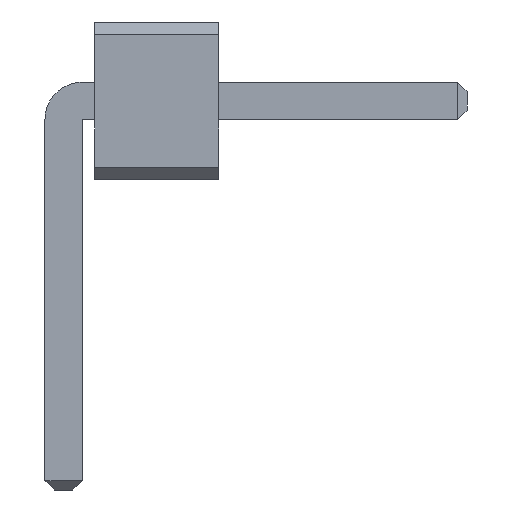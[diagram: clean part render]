
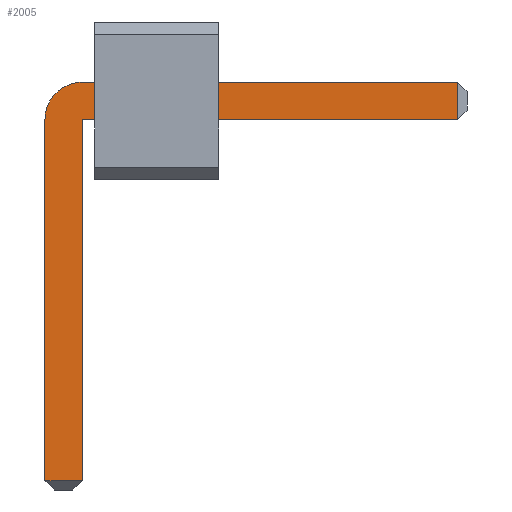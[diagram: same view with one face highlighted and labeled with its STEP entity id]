
A CAD part, front view. The second image highlights one B-rep face of the part: STEP entity #2005.
In plain terms, the highlighted planar face has unit normal (0, -1, 0).
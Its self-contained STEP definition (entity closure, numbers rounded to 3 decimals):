
#13=DIRECTION('',(0.,0.,1.));
#853=VECTOR('',#13,1.);
#1776=DIRECTION('',(0.,0.,-1.));
#1808=VECTOR('',#1809,1.);
#1809=DIRECTION('',(1.,0.,0.));
#1815=VECTOR('',#1776,1.);
#1822=VECTOR('',#1823,1.);
#1823=DIRECTION('',(-1.,0.,0.));
#1844=DIRECTION('',(-0.,1.,0.));
#1848=DIRECTION('',(0.,1.,0.));
#1849=DIRECTION('',(0.,0.,1.));
#1856=VERTEX_POINT('',#1857);
#1857=CARTESIAN_POINT('',(0.15,-13.15,0.785));
#1859=ORIENTED_EDGE('',*,*,#1860,.T.);
#1860=EDGE_CURVE('',#1856,#1861,#1863,.T.);
#1861=VERTEX_POINT('',#1862);
#1862=CARTESIAN_POINT('',(3.175,-13.15,0.785));
#1863=LINE('',#1864,#1808);
#1864=CARTESIAN_POINT('',(-0.15,-13.15,0.785));
#1901=EDGE_CURVE('',#1902,#1856,#1904,.T.);
#1902=VERTEX_POINT('',#1903);
#1903=CARTESIAN_POINT('',(-0.15,-13.15,0.485));
#1904=CIRCLE('',#1905,0.3);
#1905=AXIS2_PLACEMENT_3D('',#1906,#1844,#1776);
#1906=CARTESIAN_POINT('',(0.15,-13.15,0.485));
#1918=VERTEX_POINT('',#1919);
#1919=CARTESIAN_POINT('',(3.175,-13.15,0.485));
#1921=ORIENTED_EDGE('',*,*,#1922,.T.);
#1922=EDGE_CURVE('',#1918,#1923,#1924,.T.);
#1923=VERTEX_POINT('',#1906);
#1924=LINE('',#1925,#1822);
#1925=CARTESIAN_POINT('',(3.25,-13.15,0.485));
#1937=VERTEX_POINT('',#1938);
#1938=CARTESIAN_POINT('',(-0.15,-13.15,-2.425));
#1940=ORIENTED_EDGE('',*,*,#1941,.T.);
#1941=EDGE_CURVE('',#1937,#1902,#1942,.T.);
#1942=LINE('',#1943,#853);
#1943=CARTESIAN_POINT('',(-0.15,-13.15,-2.5));
#1951=ORIENTED_EDGE('',*,*,#1952,.T.);
#1952=EDGE_CURVE('',#1923,#1953,#1955,.T.);
#1953=VERTEX_POINT('',#1954);
#1954=CARTESIAN_POINT('',(0.15,-13.15,-2.425));
#1955=LINE('',#1906,#1815);
#2005=ADVANCED_FACE('',(#2006),#2015,.F.);
#2006=FACE_BOUND('',#2007,.F.);
#2007=EDGE_LOOP('',(#1859,#2008,#1921,#1951,#2011,#1940,#2014));
#2008=ORIENTED_EDGE('',*,*,#2009,.T.);
#2009=EDGE_CURVE('',#1861,#1918,#2010,.T.);
#2010=LINE('',#1862,#1815);
#2011=ORIENTED_EDGE('',*,*,#2012,.T.);
#2012=EDGE_CURVE('',#1953,#1937,#2013,.T.);
#2013=LINE('',#1954,#1822);
#2014=ORIENTED_EDGE('',*,*,#1901,.T.);
#2015=PLANE('',#2016);
#2016=AXIS2_PLACEMENT_3D('',#2017,#1848,#1849);
#2017=CARTESIAN_POINT('',(0.858,-13.15,-0.165));
